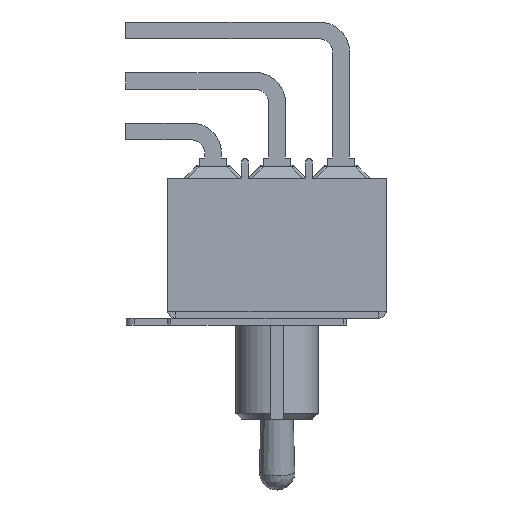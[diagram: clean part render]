
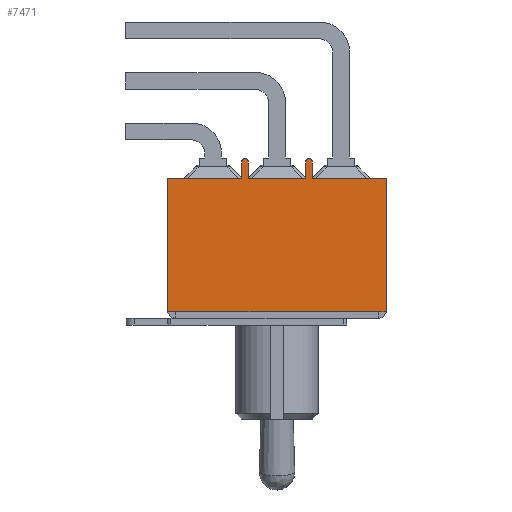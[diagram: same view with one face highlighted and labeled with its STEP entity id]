
A CAD part, front view. The second image highlights one B-rep face of the part: STEP entity #7471.
In plain terms, the highlighted planar face has unit normal (0, -1, 0).
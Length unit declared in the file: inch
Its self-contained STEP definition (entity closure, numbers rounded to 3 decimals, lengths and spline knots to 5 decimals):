
#242=PLANE('',#7979);
#540=LINE('',#11082,#1381);
#542=LINE('',#11088,#1383);
#590=LINE('',#11210,#1431);
#600=LINE('',#11241,#1441);
#610=LINE('',#11275,#1451);
#617=LINE('',#11300,#1458);
#618=LINE('',#11302,#1459);
#619=LINE('',#11304,#1460);
#620=LINE('',#11305,#1461);
#621=LINE('',#11306,#1462);
#622=LINE('',#11308,#1463);
#623=LINE('',#11309,#1464);
#1381=VECTOR('',#8714,0.3937);
#1383=VECTOR('',#8718,0.3937);
#1431=VECTOR('',#8816,0.3937);
#1441=VECTOR('',#8840,0.3937);
#1451=VECTOR('',#8868,0.3937);
#1458=VECTOR('',#8891,0.3937);
#1459=VECTOR('',#8892,0.3937);
#1460=VECTOR('',#8893,0.3937);
#1461=VECTOR('',#8894,0.3937);
#1462=VECTOR('',#8895,0.3937);
#1463=VECTOR('',#8896,0.3937);
#1464=VECTOR('',#8897,0.3937);
#2224=FACE_OUTER_BOUND('',#2669,.T.);
#2669=EDGE_LOOP('',(#5320,#5321,#5322,#5323,#5324,#5325,#5326,#5327,#5328,
#5329,#5330,#5331,#5332,#5333));
#3119=CIRCLE('',#7969,0.00984);
#3120=CIRCLE('',#7978,0.00984);
#3345=VERTEX_POINT('',#11071);
#3350=VERTEX_POINT('',#11080);
#3352=VERTEX_POINT('',#11085);
#3353=VERTEX_POINT('',#11087);
#3401=VERTEX_POINT('',#11207);
#3402=VERTEX_POINT('',#11209);
#3415=VERTEX_POINT('',#11238);
#3416=VERTEX_POINT('',#11240);
#3427=VERTEX_POINT('',#11264);
#3430=VERTEX_POINT('',#11272);
#3431=VERTEX_POINT('',#11274);
#3442=VERTEX_POINT('',#11301);
#3443=VERTEX_POINT('',#11303);
#3444=VERTEX_POINT('',#11307);
#4052=EDGE_CURVE('',#3350,#3345,#540,.T.);
#4054=EDGE_CURVE('',#3353,#3352,#542,.T.);
#4113=EDGE_CURVE('',#3401,#3402,#590,.T.);
#4129=EDGE_CURVE('',#3416,#3415,#600,.T.);
#4141=EDGE_CURVE('',#3427,#3415,#3119,.T.);
#4146=EDGE_CURVE('',#3431,#3430,#610,.T.);
#4158=EDGE_CURVE('',#3402,#3430,#3120,.T.);
#4159=EDGE_CURVE('',#3353,#3401,#617,.T.);
#4160=EDGE_CURVE('',#3352,#3442,#618,.T.);
#4161=EDGE_CURVE('',#3442,#3443,#619,.T.);
#4162=EDGE_CURVE('',#3443,#3345,#620,.T.);
#4163=EDGE_CURVE('',#3416,#3350,#621,.T.);
#4164=EDGE_CURVE('',#3444,#3427,#622,.T.);
#4165=EDGE_CURVE('',#3431,#3444,#623,.T.);
#5320=ORIENTED_EDGE('',*,*,#4158,.F.);
#5321=ORIENTED_EDGE('',*,*,#4113,.F.);
#5322=ORIENTED_EDGE('',*,*,#4159,.F.);
#5323=ORIENTED_EDGE('',*,*,#4054,.T.);
#5324=ORIENTED_EDGE('',*,*,#4160,.T.);
#5325=ORIENTED_EDGE('',*,*,#4161,.T.);
#5326=ORIENTED_EDGE('',*,*,#4162,.T.);
#5327=ORIENTED_EDGE('',*,*,#4052,.F.);
#5328=ORIENTED_EDGE('',*,*,#4163,.F.);
#5329=ORIENTED_EDGE('',*,*,#4129,.T.);
#5330=ORIENTED_EDGE('',*,*,#4141,.F.);
#5331=ORIENTED_EDGE('',*,*,#4164,.F.);
#5332=ORIENTED_EDGE('',*,*,#4165,.F.);
#5333=ORIENTED_EDGE('',*,*,#4146,.T.);
#7471=ADVANCED_FACE('',(#2224),#242,.T.);
#7969=AXIS2_PLACEMENT_3D('',#11265,#8859,#8860);
#7978=AXIS2_PLACEMENT_3D('',#11298,#8887,#8888);
#7979=AXIS2_PLACEMENT_3D('',#11299,#8889,#8890);
#8714=DIRECTION('',(0.,0.,-1.));
#8718=DIRECTION('',(0.,0.,-1.));
#8816=DIRECTION('',(0.,0.,1.));
#8840=DIRECTION('',(0.,0.,1.));
#8859=DIRECTION('center_axis',(0.,1.,0.));
#8860=DIRECTION('ref_axis',(-0.707,0.,0.707));
#8868=DIRECTION('',(0.,0.,1.));
#8887=DIRECTION('center_axis',(0.,1.,0.));
#8888=DIRECTION('ref_axis',(-0.707,0.,0.707));
#8889=DIRECTION('center_axis',(0.,-1.,0.));
#8890=DIRECTION('ref_axis',(0.,0.,
1.));
#8891=DIRECTION('',(1.,0.,0.));
#8892=DIRECTION('',(1.,0.,0.));
#8893=DIRECTION('',(1.,0.,0.));
#8894=DIRECTION('',(1.,0.,0.));
#8895=DIRECTION('',(1.,0.,0.));
#8896=DIRECTION('',(0.,0.,1.));
#8897=DIRECTION('',(1.,0.,0.));
#11071=CARTESIAN_POINT('',(0.325,-0.25,0.40487));
#11080=CARTESIAN_POINT('',(0.325,-0.25,0.79975));
#11082=CARTESIAN_POINT('',(0.325,-0.25,0.79975));
#11085=CARTESIAN_POINT('',(-0.325,-0.25,0.40487));
#11087=CARTESIAN_POINT('',(-0.325,-0.25,0.79975));
#11088=CARTESIAN_POINT('',(-0.325,-0.25,0.79975));
#11207=CARTESIAN_POINT('',(-0.10492,-0.25,0.79975));
#11209=CARTESIAN_POINT('',(-0.10492,-0.25,0.84896));
#11210=CARTESIAN_POINT('',(-0.10492,-0.25,0.79975));
#11238=CARTESIAN_POINT('',(0.10492,-0.25,0.84896));
#11240=CARTESIAN_POINT('',(0.10492,-0.25,0.79975));
#11241=CARTESIAN_POINT('',(0.10492,-0.25,0.79975));
#11264=CARTESIAN_POINT('',(0.08524,-0.25,0.84896));
#11265=CARTESIAN_POINT('Origin',(0.09508,-0.25,0.84896));
#11272=CARTESIAN_POINT('',(-0.08524,-0.25,0.84896));
#11274=CARTESIAN_POINT('',(-0.08524,-0.25,0.79975));
#11275=CARTESIAN_POINT('',(-0.08524,-0.25,0.79975));
#11298=CARTESIAN_POINT('Origin',(-0.09508,-0.25,0.84896));
#11299=CARTESIAN_POINT('Origin',(-0.325,-0.25,0.79975));
#11300=CARTESIAN_POINT('',(-0.325,-0.25,0.79975));
#11301=CARTESIAN_POINT('',(-0.30098,-0.25,0.40487));
#11302=CARTESIAN_POINT('',(-0.325,-0.25,0.40487));
#11303=CARTESIAN_POINT('',(0.30138,-0.25,0.40487));
#11304=CARTESIAN_POINT('',(-0.325,-0.25,0.40487));
#11305=CARTESIAN_POINT('',(-0.325,-0.25,0.40487));
#11306=CARTESIAN_POINT('',(-0.325,-0.25,0.79975));
#11307=CARTESIAN_POINT('',(0.08524,-0.25,0.79975));
#11308=CARTESIAN_POINT('',(0.08524,-0.25,0.79975));
#11309=CARTESIAN_POINT('',(-0.325,-0.25,0.79975));
